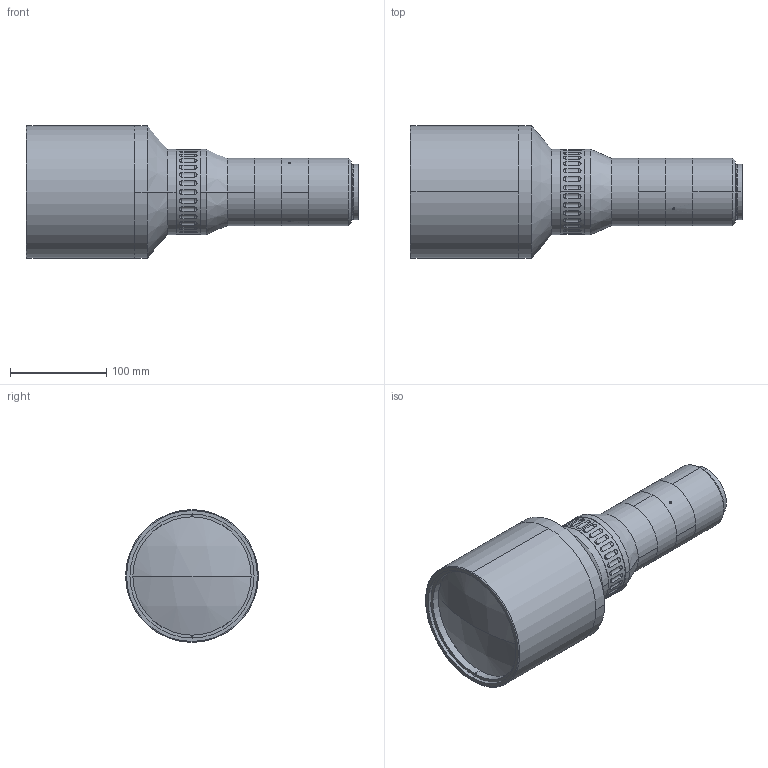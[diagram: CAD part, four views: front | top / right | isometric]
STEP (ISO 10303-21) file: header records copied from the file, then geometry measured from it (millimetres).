
FILE_DESCRIPTION (( 'STEP AP203' ), '1' );
FILE_NAME ('S5LPJ4299_03.STEP', '2014-02-13T07:00:16', ( 'poweredge' ), ( 'Hewlett-Packard Company' ), 'SwSTEP 2.0', 'SolidWorks 2013', '' );
FILE_SCHEMA (( 'CONFIG_CONTROL_DESIGN' ));
Length unit declared in the file: millimetre
Products named in the file (1): S5LPJ4299_03
Bounding box: 345.04 x 138 x 138 mm (x, y, z)
Surface area: 155054.6 mm2 (no closed solid volume)
Topology: 0 solids, 13 shells, 173 faces, 525 edges, 337 vertices
Faces by surface type: sphere 62, cylinder 58, plane 39, cone 8, torus 6
Entity records: 6902 total; most frequent: CARTESIAN_POINT 2830, DIRECTION 861, ORIENTED_EDGE 728, EDGE_CURVE 405, AXIS2_PLACEMENT_3D 348, VERTEX_POINT 277, EDGE_LOOP 222, CIRCLE 174
